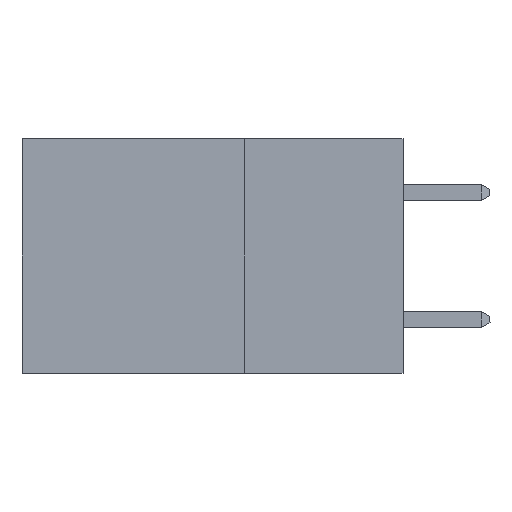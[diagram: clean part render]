
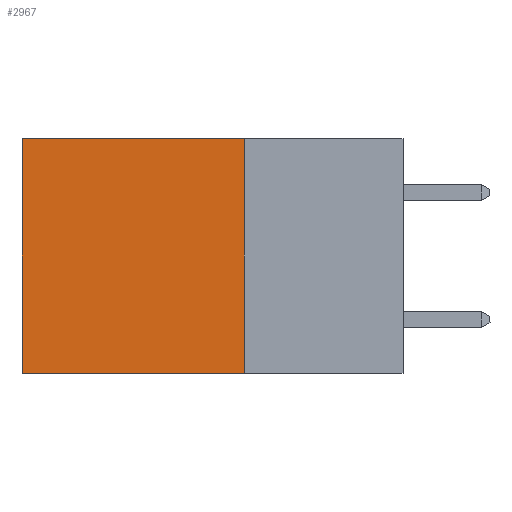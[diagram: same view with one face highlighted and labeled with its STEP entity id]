
A CAD part, left-side view. The second image highlights one B-rep face of the part: STEP entity #2967.
In plain terms, the highlighted planar face has unit normal (-1, 0, 0).
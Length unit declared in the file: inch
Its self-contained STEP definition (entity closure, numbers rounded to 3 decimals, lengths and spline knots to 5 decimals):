
#637 = DIRECTION ( 'NONE',  ( 0., 0., -1. ) ) ;
#698 = CARTESIAN_POINT ( 'NONE',  ( 0.2875, 0.6, 0. ) ) ;
#1398 = CARTESIAN_POINT ( 'NONE',  ( 0.2875, 0.25, 0. ) ) ;
#1511 = CARTESIAN_POINT ( 'NONE',  ( 0.2875, 0.25, 0. ) ) ;
#1558 = LINE ( 'NONE', #698, #10676 ) ;
#2720 = PLANE ( 'NONE',  #15370 ) ;
#2753 = EDGE_CURVE ( 'NONE', #3404, #9935, #1558, .T. ) ;
#2967 = ADVANCED_FACE ( 'NONE', ( #12740 ), #2720, .F. ) ;
#3189 = ORIENTED_EDGE ( 'NONE', *, *, #13090, .F. ) ;
#3341 = CARTESIAN_POINT ( 'NONE',  ( 0.2875, 0.6, -0.37 ) ) ;
#3404 = VERTEX_POINT ( 'NONE', #12788 ) ;
#3654 = LINE ( 'NONE', #12675, #11308 ) ;
#3738 = EDGE_LOOP ( 'NONE', ( #10381, #13758, #3189, #12494 ) ) ;
#3842 = VECTOR ( 'NONE', #10883, 39.37008 ) ;
#5100 = CARTESIAN_POINT ( 'NONE',  ( 0.2875, 0.25, 0. ) ) ;
#5139 = CARTESIAN_POINT ( 'NONE',  ( 0.2875, 0.25, -0.37 ) ) ;
#6529 = CARTESIAN_POINT ( 'NONE',  ( 0.2875, 0.25, 0. ) ) ;
#6578 = DIRECTION ( 'NONE',  ( 1., 0., 0. ) ) ;
#7386 = VERTEX_POINT ( 'NONE', #5100 ) ;
#8045 = LINE ( 'NONE', #1511, #8408 ) ;
#8408 = VECTOR ( 'NONE', #12302, 39.37008 ) ;
#9935 = VERTEX_POINT ( 'NONE', #3341 ) ;
#10228 = DIRECTION ( 'NONE',  ( 0., 0., -1. ) ) ;
#10370 = DIRECTION ( 'NONE',  ( 0., 1., 0. ) ) ;
#10381 = ORIENTED_EDGE ( 'NONE', *, *, #2753, .T. ) ;
#10676 = VECTOR ( 'NONE', #10228, 39.37008 ) ;
#10883 = DIRECTION ( 'NONE',  ( 0., 0., -1. ) ) ;
#11308 = VECTOR ( 'NONE', #10370, 39.37008 ) ;
#11889 = LINE ( 'NONE', #1398, #3842 ) ;
#12302 = DIRECTION ( 'NONE',  ( 0., 1., 0. ) ) ;
#12494 = ORIENTED_EDGE ( 'NONE', *, *, #14444, .T. ) ;
#12675 = CARTESIAN_POINT ( 'NONE',  ( 0.2875, 0.25, -0.37 ) ) ;
#12740 = FACE_OUTER_BOUND ( 'NONE', #3738, .T. ) ;
#12746 = EDGE_CURVE ( 'NONE', #13202, #9935, #3654, .T. ) ;
#12788 = CARTESIAN_POINT ( 'NONE',  ( 0.2875, 0.6, 0. ) ) ;
#13090 = EDGE_CURVE ( 'NONE', #7386, #13202, #11889, .T. ) ;
#13202 = VERTEX_POINT ( 'NONE', #5139 ) ;
#13758 = ORIENTED_EDGE ( 'NONE', *, *, #12746, .F. ) ;
#14444 = EDGE_CURVE ( 'NONE', #7386, #3404, #8045, .T. ) ;
#15370 = AXIS2_PLACEMENT_3D ( 'NONE', #6529, #6578, #637 ) ;
